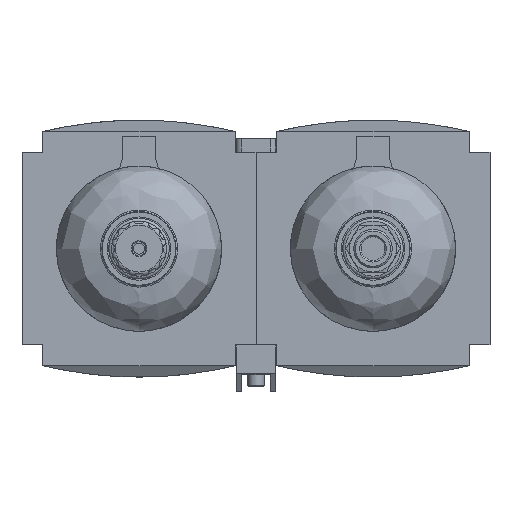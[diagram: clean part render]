
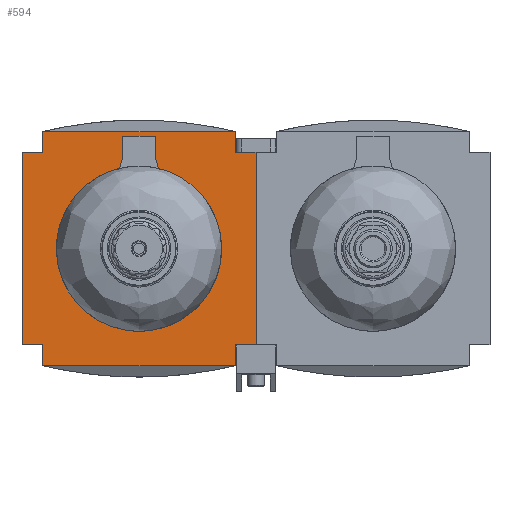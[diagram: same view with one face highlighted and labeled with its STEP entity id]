
A CAD part, front view. The second image highlights one B-rep face of the part: STEP entity #594.
In plain terms, the highlighted planar face has unit normal (0, -1, 0).
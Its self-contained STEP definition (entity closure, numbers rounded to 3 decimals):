
#594 = ADVANCED_FACE( '', ( #1793 ), #1794, .F. );
#1793 = FACE_OUTER_BOUND( '', #3968, .T. );
#1794 = PLANE( '', #3969 );
#3968 = EDGE_LOOP( '', ( #7090, #7091, #7092, #7093, #7094, #7095, #7096, #7097, #7098, #7099, #7100, #7101 ) );
#3969 = AXIS2_PLACEMENT_3D( '', #7102, #7103, #7104 );
#7090 = ORIENTED_EDGE( '', *, *, #14393, .F. );
#7091 = ORIENTED_EDGE( '', *, *, #14361, .F. );
#7092 = ORIENTED_EDGE( '', *, *, #14317, .F. );
#7093 = ORIENTED_EDGE( '', *, *, #14365, .T. );
#7094 = ORIENTED_EDGE( '', *, *, #14394, .F. );
#7095 = ORIENTED_EDGE( '', *, *, #14392, .T. );
#7096 = ORIENTED_EDGE( '', *, *, #13992, .F. );
#7097 = ORIENTED_EDGE( '', *, *, #14360, .T. );
#7098 = ORIENTED_EDGE( '', *, *, #14337, .T. );
#7099 = ORIENTED_EDGE( '', *, *, #14359, .F. );
#7100 = ORIENTED_EDGE( '', *, *, #14395, .F. );
#7101 = ORIENTED_EDGE( '', *, *, #14391, .T. );
#7102 = CARTESIAN_POINT( '', ( 0., -51., -103.36 ) );
#7103 = DIRECTION( '', ( 0., 1., 0. ) );
#7104 = DIRECTION( '', ( 0., 0., 1. ) );
#13992 = EDGE_CURVE( '', #16548, #16534, #16550, .T. );
#14317 = EDGE_CURVE( '', #17113, #17111, #17115, .T. );
#14337 = EDGE_CURVE( '', #17148, #17146, #17149, .T. );
#14359 = EDGE_CURVE( '', #17178, #17146, #17180, .T. );
#14360 = EDGE_CURVE( '', #16548, #17148, #17181, .T. );
#14361 = EDGE_CURVE( '', #17111, #17182, #17183, .T. );
#14365 = EDGE_CURVE( '', #17113, #17187, #17189, .T. );
#14391 = EDGE_CURVE( '', #16597, #16601, #17227, .T. );
#14392 = EDGE_CURVE( '', #16530, #16534, #17228, .T. );
#14393 = EDGE_CURVE( '', #17182, #16601, #17229, .T. );
#14394 = EDGE_CURVE( '', #16530, #17187, #17230, .T. );
#14395 = EDGE_CURVE( '', #16597, #17178, #17231, .T. );
#16530 = VERTEX_POINT( '', #20769 );
#16534 = VERTEX_POINT( '', #20774 );
#16548 = VERTEX_POINT( '', #20890 );
#16550 = LINE( '', #20893, #20894 );
#16597 = VERTEX_POINT( '', #20955 );
#16601 = VERTEX_POINT( '', #20960 );
#17111 = VERTEX_POINT( '', #21801 );
#17113 = VERTEX_POINT( '', #21804 );
#17115 = LINE( '', #21807, #21808 );
#17146 = VERTEX_POINT( '', #21857 );
#17148 = VERTEX_POINT( '', #21860 );
#17149 = LINE( '', #21861, #21862 );
#17178 = VERTEX_POINT( '', #21911 );
#17180 = LINE( '', #21914, #21915 );
#17181 = LINE( '', #21916, #21917 );
#17182 = VERTEX_POINT( '', #21918 );
#17183 = LINE( '', #21919, #21920 );
#17187 = VERTEX_POINT( '', #21926 );
#17189 = LINE( '', #21929, #21930 );
#17227 = LINE( '', #21993, #21994 );
#17228 = LINE( '', #21995, #21996 );
#17229 = LINE( '', #21997, #21998 );
#17230 = LINE( '', #21999, #22000 );
#17231 = LINE( '', #22001, #22002 );
#20769 = CARTESIAN_POINT( '', ( 35., -51., 42.5 ) );
#20774 = CARTESIAN_POINT( '', ( -35., -51., 42.5 ) );
#20890 = CARTESIAN_POINT( '', ( -35., -51., 35. ) );
#20893 = CARTESIAN_POINT( '', ( -35., -51., -42.5 ) );
#20894 = VECTOR( '', #28736, 1000. );
#20955 = CARTESIAN_POINT( '', ( -35., -51., -42.5 ) );
#20960 = CARTESIAN_POINT( '', ( 35., -51., -42.5 ) );
#21801 = CARTESIAN_POINT( '', ( 42.5, -51., -35. ) );
#21804 = CARTESIAN_POINT( '', ( 42.5, -51., 35. ) );
#21807 = CARTESIAN_POINT( '', ( 42.5, -51., 35. ) );
#21808 = VECTOR( '', #29204, 1000. );
#21857 = CARTESIAN_POINT( '', ( -42.5, -51., -35. ) );
#21860 = CARTESIAN_POINT( '', ( -42.5, -51., 35. ) );
#21861 = CARTESIAN_POINT( '', ( -42.5, -51., 35. ) );
#21862 = VECTOR( '', #29224, 1000. );
#21911 = CARTESIAN_POINT( '', ( -35., -51., -35. ) );
#21914 = CARTESIAN_POINT( '', ( 42.5, -51., -35. ) );
#21915 = VECTOR( '', #29246, 1000. );
#21916 = CARTESIAN_POINT( '', ( 42.5, -51., 35. ) );
#21917 = VECTOR( '', #29247, 1000. );
#21918 = CARTESIAN_POINT( '', ( 35., -51., -35. ) );
#21919 = CARTESIAN_POINT( '', ( 42.5, -51., -35. ) );
#21920 = VECTOR( '', #29248, 1000. );
#21926 = CARTESIAN_POINT( '', ( 35., -51., 35. ) );
#21929 = CARTESIAN_POINT( '', ( 42.5, -51., 35. ) );
#21930 = VECTOR( '', #29252, 1000. );
#21993 = CARTESIAN_POINT( '', ( 0., -51., -42.5 ) );
#21994 = VECTOR( '', #29278, 1000. );
#21995 = CARTESIAN_POINT( '', ( 0., -51., 42.5 ) );
#21996 = VECTOR( '', #29279, 1000. );
#21997 = CARTESIAN_POINT( '', ( 35., -51., 42.5 ) );
#21998 = VECTOR( '', #29280, 1000. );
#21999 = CARTESIAN_POINT( '', ( 35., -51., 42.5 ) );
#22000 = VECTOR( '', #29281, 1000. );
#22001 = CARTESIAN_POINT( '', ( -35., -51., -42.5 ) );
#22002 = VECTOR( '', #29282, 1000. );
#28736 = DIRECTION( '', ( 0., 0., 1. ) );
#29204 = DIRECTION( '', ( 0., 0., -1. ) );
#29224 = DIRECTION( '', ( 0., 0., -1. ) );
#29246 = DIRECTION( '', ( -1., 0., 0. ) );
#29247 = DIRECTION( '', ( -1., 0., 0. ) );
#29248 = DIRECTION( '', ( -1., 0., 0. ) );
#29252 = DIRECTION( '', ( -1., 0., 0. ) );
#29278 = DIRECTION( '', ( 1., 0., 0. ) );
#29279 = DIRECTION( '', ( -1., 0., 0. ) );
#29280 = DIRECTION( '', ( 0., 0., -1. ) );
#29281 = DIRECTION( '', ( 0., 0., -1. ) );
#29282 = DIRECTION( '', ( 0., 0., 1. ) );
